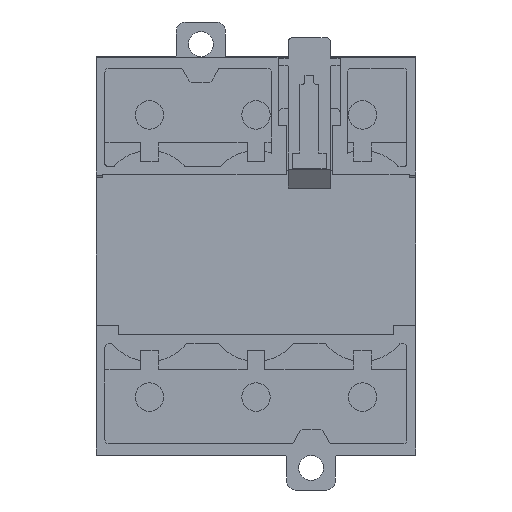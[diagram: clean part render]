
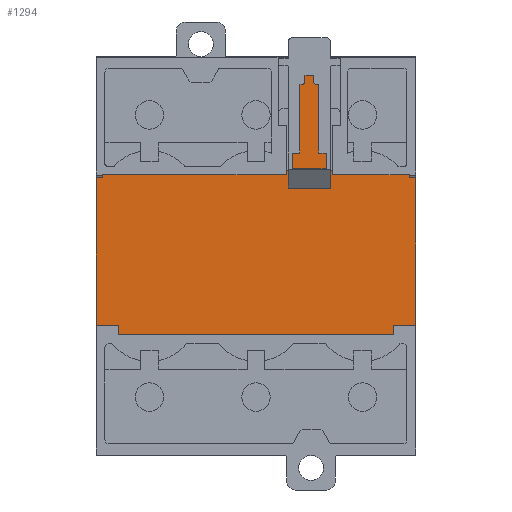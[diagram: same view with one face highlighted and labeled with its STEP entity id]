
A CAD part, front view. The second image highlights one B-rep face of the part: STEP entity #1294.
In plain terms, the highlighted planar face has unit normal (0, -1, 0).
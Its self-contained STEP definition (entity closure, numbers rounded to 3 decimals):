
#504=FACE_OUTER_BOUND('',#3153,.T.);
#1294=ADVANCED_FACE('',(#504),#2126,.F.);
#2126=PLANE('',#16806);
#2872=CIRCLE('',#16804,0.5);
#2873=CIRCLE('',#16805,0.5);
#3153=EDGE_LOOP('',(#4396,#4397,#4398,#4399,#4400,#4401,#4402,#4403,#4404,
#4405,#4406,#4407,#4408,#4409,#4410,#4411,#4412,#4413,#4414,#4415,#4416,
#4417,#4418,#4419));
#4396=ORIENTED_EDGE('',*,*,#10596,.T.);
#4397=ORIENTED_EDGE('',*,*,#10597,.T.);
#4398=ORIENTED_EDGE('',*,*,#10474,.T.);
#4399=ORIENTED_EDGE('',*,*,#10598,.T.);
#4400=ORIENTED_EDGE('',*,*,#10599,.T.);
#4401=ORIENTED_EDGE('',*,*,#10600,.T.);
#4402=ORIENTED_EDGE('',*,*,#10601,.T.);
#4403=ORIENTED_EDGE('',*,*,#10602,.T.);
#4404=ORIENTED_EDGE('',*,*,#10603,.T.);
#4405=ORIENTED_EDGE('',*,*,#10604,.F.);
#4406=ORIENTED_EDGE('',*,*,#10605,.T.);
#4407=ORIENTED_EDGE('',*,*,#10606,.T.);
#4408=ORIENTED_EDGE('',*,*,#10607,.F.);
#4409=ORIENTED_EDGE('',*,*,#10608,.T.);
#4410=ORIENTED_EDGE('',*,*,#10609,.T.);
#4411=ORIENTED_EDGE('',*,*,#10610,.T.);
#4412=ORIENTED_EDGE('',*,*,#10611,.T.);
#4413=ORIENTED_EDGE('',*,*,#10612,.T.);
#4414=ORIENTED_EDGE('',*,*,#10613,.T.);
#4415=ORIENTED_EDGE('',*,*,#10614,.T.);
#4416=ORIENTED_EDGE('',*,*,#10615,.T.);
#4417=ORIENTED_EDGE('',*,*,#10616,.T.);
#4418=ORIENTED_EDGE('',*,*,#10617,.T.);
#4419=ORIENTED_EDGE('',*,*,#10618,.T.);
#8917=VERTEX_POINT('',#22508);
#8918=VERTEX_POINT('',#22510);
#9028=VERTEX_POINT('',#22758);
#9029=VERTEX_POINT('',#22759);
#9030=VERTEX_POINT('',#22762);
#9031=VERTEX_POINT('',#22764);
#9032=VERTEX_POINT('',#22766);
#9033=VERTEX_POINT('',#22768);
#9034=VERTEX_POINT('',#22770);
#9035=VERTEX_POINT('',#22772);
#9036=VERTEX_POINT('',#22774);
#9037=VERTEX_POINT('',#22776);
#9038=VERTEX_POINT('',#22778);
#9039=VERTEX_POINT('',#22780);
#9040=VERTEX_POINT('',#22782);
#9041=VERTEX_POINT('',#22784);
#9042=VERTEX_POINT('',#22786);
#9043=VERTEX_POINT('',#22788);
#9044=VERTEX_POINT('',#22790);
#9045=VERTEX_POINT('',#22792);
#9046=VERTEX_POINT('',#22794);
#9047=VERTEX_POINT('',#22796);
#9048=VERTEX_POINT('',#22798);
#9049=VERTEX_POINT('',#22800);
#10474=EDGE_CURVE('',#8918,#8917,#12799,.T.);
#10596=EDGE_CURVE('',#9028,#9029,#12908,.T.);
#10597=EDGE_CURVE('',#9029,#8918,#2872,.T.);
#10598=EDGE_CURVE('',#8917,#9030,#12909,.T.);
#10599=EDGE_CURVE('',#9030,#9031,#12910,.T.);
#10600=EDGE_CURVE('',#9031,#9032,#12911,.T.);
#10601=EDGE_CURVE('',#9032,#9033,#12912,.T.);
#10602=EDGE_CURVE('',#9033,#9034,#12913,.T.);
#10603=EDGE_CURVE('',#9034,#9035,#12914,.T.);
#10604=EDGE_CURVE('',#9036,#9035,#12915,.T.);
#10605=EDGE_CURVE('',#9036,#9037,#12916,.T.);
#10606=EDGE_CURVE('',#9037,#9038,#12917,.T.);
#10607=EDGE_CURVE('',#9039,#9038,#12918,.T.);
#10608=EDGE_CURVE('',#9039,#9040,#12919,.T.);
#10609=EDGE_CURVE('',#9040,#9041,#12920,.T.);
#10610=EDGE_CURVE('',#9041,#9042,#12921,.T.);
#10611=EDGE_CURVE('',#9042,#9043,#12922,.T.);
#10612=EDGE_CURVE('',#9043,#9044,#12923,.T.);
#10613=EDGE_CURVE('',#9044,#9045,#12924,.T.);
#10614=EDGE_CURVE('',#9045,#9046,#12925,.T.);
#10615=EDGE_CURVE('',#9046,#9047,#12926,.T.);
#10616=EDGE_CURVE('',#9047,#9048,#2873,.T.);
#10617=EDGE_CURVE('',#9048,#9049,#12927,.T.);
#10618=EDGE_CURVE('',#9049,#9028,#12928,.T.);
#12799=LINE('',#22509,#14901);
#12908=LINE('',#22757,#15010);
#12909=LINE('',#22761,#15011);
#12910=LINE('',#22763,#15012);
#12911=LINE('',#22765,#15013);
#12912=LINE('',#22767,#15014);
#12913=LINE('',#22769,#15015);
#12914=LINE('',#22771,#15016);
#12915=LINE('',#22773,#15017);
#12916=LINE('',#22775,#15018);
#12917=LINE('',#22777,#15019);
#12918=LINE('',#22779,#15020);
#12919=LINE('',#22781,#15021);
#12920=LINE('',#22783,#15022);
#12921=LINE('',#22785,#15023);
#12922=LINE('',#22787,#15024);
#12923=LINE('',#22789,#15025);
#12924=LINE('',#22791,#15026);
#12925=LINE('',#22793,#15027);
#12926=LINE('',#22795,#15028);
#12927=LINE('',#22799,#15029);
#12928=LINE('',#22801,#15030);
#14901=VECTOR('',#18074,1.);
#15010=VECTOR('',#18241,1.);
#15011=VECTOR('',#18244,1.);
#15012=VECTOR('',#18245,1.);
#15013=VECTOR('',#18246,1.);
#15014=VECTOR('',#18247,1.);
#15015=VECTOR('',#18248,1.);
#15016=VECTOR('',#18249,1.);
#15017=VECTOR('',#18250,1.);
#15018=VECTOR('',#18251,1.);
#15019=VECTOR('',#18252,1.);
#15020=VECTOR('',#18253,1.);
#15021=VECTOR('',#18254,1.);
#15022=VECTOR('',#18255,1.);
#15023=VECTOR('',#18256,1.);
#15024=VECTOR('',#18257,1.);
#15025=VECTOR('',#18258,1.);
#15026=VECTOR('',#18259,1.);
#15027=VECTOR('',#18260,1.);
#15028=VECTOR('',#18261,1.);
#15029=VECTOR('',#18264,1.);
#15030=VECTOR('',#18265,1.);
#16804=AXIS2_PLACEMENT_3D('',#22760,#18242,#18243);
#16805=AXIS2_PLACEMENT_3D('',#22797,#18262,#18263);
#16806=AXIS2_PLACEMENT_3D('',#22802,#18266,#18267);
#18074=DIRECTION('',(-1.,0.,0.));
#18241=DIRECTION('',(-0.5,0.,0.866));
#18242=DIRECTION('',(0.,-1.,0.));
#18243=DIRECTION('',(0.,0.,1.));
#18244=DIRECTION('',(0.,0.,-1.));
#18245=DIRECTION('',(1.,0.,0.));
#18246=DIRECTION('',(0.,0.,-1.));
#18247=DIRECTION('',(-1.,0.,0.));
#18248=DIRECTION('',(0.,0.,-1.));
#18249=DIRECTION('',(-1.,0.,0.));
#18250=DIRECTION('',(0.,0.,1.));
#18251=DIRECTION('',(1.,0.,0.));
#18252=DIRECTION('',(0.,0.,1.));
#18253=DIRECTION('',(1.,0.,0.));
#18254=DIRECTION('',(0.,0.,1.));
#18255=DIRECTION('',(-1.,0.,0.));
#18256=DIRECTION('',(0.,0.,1.));
#18257=DIRECTION('',(-1.,0.,0.));
#18258=DIRECTION('',(0.,0.,1.));
#18259=DIRECTION('',(1.,0.,0.));
#18260=DIRECTION('',(0.,0.,1.));
#18261=DIRECTION('',(-1.,0.,0.));
#18262=DIRECTION('',(0.,-1.,0.));
#18263=DIRECTION('',(0.,0.,1.));
#18264=DIRECTION('',(-0.5,0.,-0.866));
#18265=DIRECTION('',(-1.,0.,0.));
#18266=DIRECTION('',(0.,1.,0.));
#18267=DIRECTION('',(0.,0.,1.));
#22508=CARTESIAN_POINT('',(1484.485,36.107,97.523));
#22509=CARTESIAN_POINT('',(1443.498,36.107,97.523));
#22510=CARTESIAN_POINT('',(1487.803,36.107,97.523));
#22757=CARTESIAN_POINT('',(1503.966,36.107,69.974));
#22758=CARTESIAN_POINT('',(1489.33,36.107,95.324));
#22759=CARTESIAN_POINT('',(1488.205,36.107,97.274));
#22760=CARTESIAN_POINT('',(1487.772,36.107,97.024));
#22761=CARTESIAN_POINT('',(1484.485,36.107,97.524));
#22762=CARTESIAN_POINT('',(1484.485,36.107,82.177));
#22763=CARTESIAN_POINT('',(1484.485,36.107,82.177));
#22764=CARTESIAN_POINT('',(1486.314,36.107,82.177));
#22765=CARTESIAN_POINT('',(1486.314,36.107,82.177));
#22766=CARTESIAN_POINT('',(1486.314,36.107,70.976));
#22767=CARTESIAN_POINT('',(1486.314,36.107,70.976));
#22768=CARTESIAN_POINT('',(1444.998,36.107,70.976));
#22769=CARTESIAN_POINT('',(1444.998,36.107,70.976));
#22770=CARTESIAN_POINT('',(1444.998,36.107,70.386));
#22771=CARTESIAN_POINT('',(1444.998,36.107,70.386));
#22772=CARTESIAN_POINT('',(1443.498,36.107,70.386));
#22773=CARTESIAN_POINT('',(1443.498,36.107,35.063));
#22774=CARTESIAN_POINT('',(1443.498,36.107,35.063));
#22775=CARTESIAN_POINT('',(1443.498,36.107,35.063));
#22776=CARTESIAN_POINT('',(1515.562,36.107,35.063));
#22777=CARTESIAN_POINT('',(1515.562,36.107,35.063));
#22778=CARTESIAN_POINT('',(1515.562,36.107,70.363));
#22779=CARTESIAN_POINT('',(1443.498,36.107,70.363));
#22780=CARTESIAN_POINT('',(1515.536,36.107,70.363));
#22781=CARTESIAN_POINT('',(1515.536,36.107,37.074));
#22782=CARTESIAN_POINT('',(1515.536,36.107,70.386));
#22783=CARTESIAN_POINT('',(1515.536,36.107,70.386));
#22784=CARTESIAN_POINT('',(1514.036,36.107,70.386));
#22785=CARTESIAN_POINT('',(1514.036,36.107,70.386));
#22786=CARTESIAN_POINT('',(1514.036,36.107,70.976));
#22787=CARTESIAN_POINT('',(1514.036,36.107,70.976));
#22788=CARTESIAN_POINT('',(1496.732,36.107,70.976));
#22789=CARTESIAN_POINT('',(1496.732,36.107,70.976));
#22790=CARTESIAN_POINT('',(1496.732,36.107,82.177));
#22791=CARTESIAN_POINT('',(1496.732,36.107,82.177));
#22792=CARTESIAN_POINT('',(1498.587,36.107,82.177));
#22793=CARTESIAN_POINT('',(1498.587,36.107,82.177));
#22794=CARTESIAN_POINT('',(1498.587,36.107,97.523));
#22795=CARTESIAN_POINT('',(1443.498,36.107,97.523));
#22796=CARTESIAN_POINT('',(1495.158,36.107,97.523));
#22797=CARTESIAN_POINT('',(1495.189,36.107,97.024));
#22798=CARTESIAN_POINT('',(1494.756,36.107,97.274));
#22799=CARTESIAN_POINT('',(1455.004,36.107,28.42));
#22800=CARTESIAN_POINT('',(1493.63,36.107,95.324));
#22801=CARTESIAN_POINT('',(1443.498,36.107,95.324));
#22802=CARTESIAN_POINT('',(1443.498,36.107,35.063));
